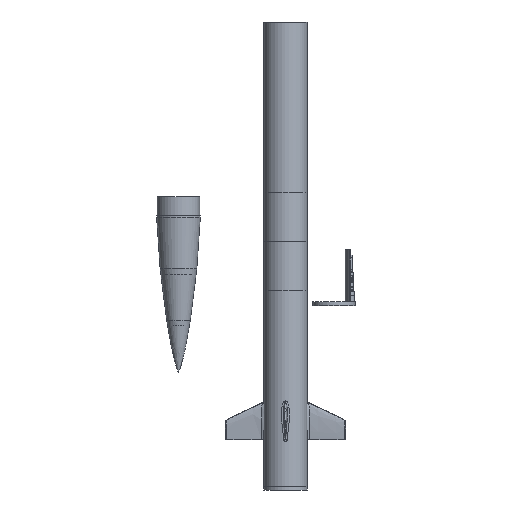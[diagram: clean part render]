
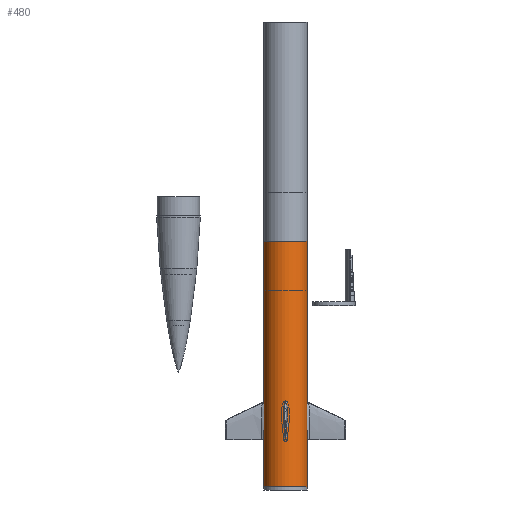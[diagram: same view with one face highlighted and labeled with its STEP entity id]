
A CAD part, left-side view. The second image highlights one B-rep face of the part: STEP entity #480.
In plain terms, the highlighted cylindrical face has radius 84.5 mm (diameter 169 mm), a full revolution.
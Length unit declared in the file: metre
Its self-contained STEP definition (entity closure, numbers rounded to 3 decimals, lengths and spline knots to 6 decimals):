
#480 = ADVANCED_FACE( '', ( #803, #804 ), #805, .T. );
#803 = FACE_OUTER_BOUND( '', #1778, .T. );
#804 = FACE_OUTER_BOUND( '', #1779, .T. );
#805 = CYLINDRICAL_SURFACE( '', #1780, 0.0845 );
#1778 = EDGE_LOOP( '', ( #8536 ) );
#1779 = EDGE_LOOP( '', ( #8537 ) );
#1780 = AXIS2_PLACEMENT_3D( '', #8538, #8539, #8540 );
#8536 = ORIENTED_EDGE( '', *, *, #9186, .F. );
#8537 = ORIENTED_EDGE( '', *, *, #9131, .T. );
#8538 = CARTESIAN_POINT( '', ( 0., 0., 0.95 ) );
#8539 = DIRECTION( '', ( 0., 0., 1. ) );
#8540 = DIRECTION( '', ( -1., 0., 0. ) );
#9131 = EDGE_CURVE( '', #9399, #9399, #9400, .T. );
#9186 = EDGE_CURVE( '', #9491, #9491, #9492, .T. );
#9399 = VERTEX_POINT( '', #9664 );
#9400 = CIRCLE( '', #9665, 0.0845 );
#9491 = VERTEX_POINT( '', #10190 );
#9492 = CIRCLE( '', #10191, 0.0845 );
#9664 = CARTESIAN_POINT( '', ( 0.0845, 0., 0. ) );
#9665 = AXIS2_PLACEMENT_3D( '', #12660, #12661, #12662 );
#10190 = CARTESIAN_POINT( '', ( 0.0845, 0., 0.95 ) );
#10191 = AXIS2_PLACEMENT_3D( '', #12739, #12740, #12741 );
#12660 = CARTESIAN_POINT( '', ( 0., 0., 0. ) );
#12661 = DIRECTION( '', ( 0., 0., 1. ) );
#12662 = DIRECTION( '', ( 1., 0., 0. ) );
#12739 = CARTESIAN_POINT( '', ( 0., 0., 0.95 ) );
#12740 = DIRECTION( '', ( 0., 0., 1. ) );
#12741 = DIRECTION( '', ( 1., 0., 0. ) );
